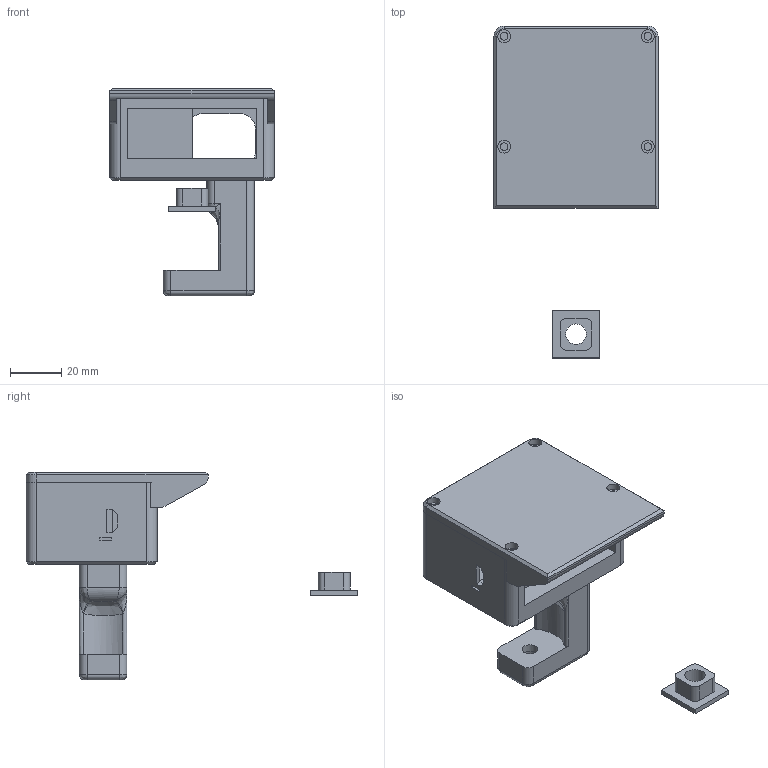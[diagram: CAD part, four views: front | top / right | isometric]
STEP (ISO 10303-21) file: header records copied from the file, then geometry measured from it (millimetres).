
FILE_DESCRIPTION(/* description */ (''),/* implementation_level */ '2;1');
FILE_NAME(/* name */ 'NOOT.step',/* time_stamp */ '2021-07-03T19:26:21-04:00',/* author */ (''),/* organization */ (''),/* preprocessor_version */ 'ST-DEVELOPER v18.1',/* originating_system */ 'Autodesk Translation Framework v10.9.0.1377',/* authorisation */ '');
FILE_SCHEMA (('AUTOMOTIVE_DESIGN { 1 0 10303 214 3 1 1 }'));
Length unit declared in the file: millimetre
Products named in the file (1): NOOT
Bounding box: 64 x 129.25 x 81 mm (x, y, z)
Volume: 60617.9 mm3; surface area: 39208.8 mm2
Topology: 5 solids, 5 shells, 236 faces, 586 edges, 378 vertices
Faces by surface type: plane 146, cylinder 71, bspline 13, cone 6
Full cylindrical faces by diameter (mm): 3 x10, 4 x10, 5 x6, 6 x1, 8.05 x1
Entity records: 7322 total; most frequent: CARTESIAN_POINT 1559, DIRECTION 1171, ORIENTED_EDGE 1168, EDGE_CURVE 584, LINE 413, VECTOR 413, AXIS2_PLACEMENT_3D 379, VERTEX_POINT 378
